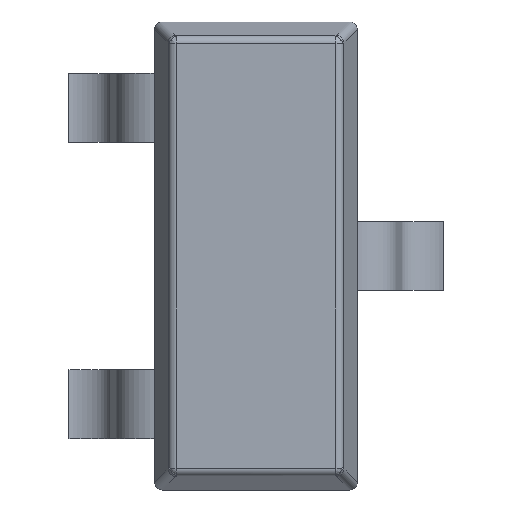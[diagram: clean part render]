
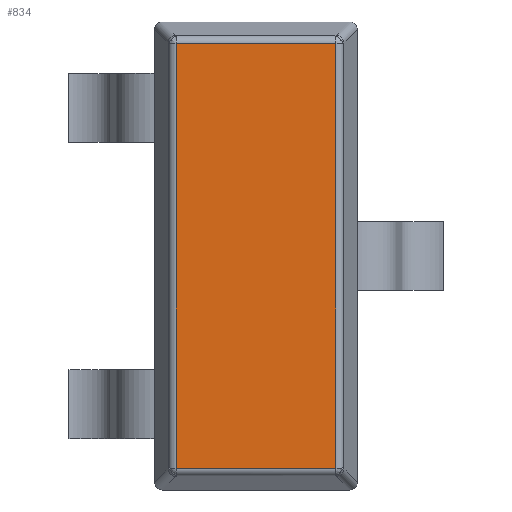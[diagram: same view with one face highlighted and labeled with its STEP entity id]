
A CAD part, top view. The second image highlights one B-rep face of the part: STEP entity #834.
In plain terms, the highlighted face is planar.
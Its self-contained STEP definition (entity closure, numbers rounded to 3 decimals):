
#614 = VERTEX_POINT('',#615);
#615 = CARTESIAN_POINT('',(-0.512,1.,0.138));
#629 = EDGE_CURVE('',#614,#630,#632,.T.);
#630 = VERTEX_POINT('',#631);
#631 = CARTESIAN_POINT('',(0.512,1.,0.138));
#632 = LINE('',#633,#634);
#633 = CARTESIAN_POINT('',(-0.55,1.,0.138));
#634 = VECTOR('',#635,1.);
#635 = DIRECTION('',(1.,0.,0.));
#834 = ADVANCED_FACE('',(#835),#860,.T.);
#835 = FACE_BOUND('',#836,.T.);
#836 = EDGE_LOOP('',(#837,#838,#846,#854));
#837 = ORIENTED_EDGE('',*,*,#629,.F.);
#838 = ORIENTED_EDGE('',*,*,#839,.T.);
#839 = EDGE_CURVE('',#614,#840,#842,.T.);
#840 = VERTEX_POINT('',#841);
#841 = CARTESIAN_POINT('',(-0.512,1.,2.862));
#842 = LINE('',#843,#844);
#843 = CARTESIAN_POINT('',(-0.512,1.,0.1));
#844 = VECTOR('',#845,1.);
#845 = DIRECTION('',(0.,0.,1.));
#846 = ORIENTED_EDGE('',*,*,#847,.T.);
#847 = EDGE_CURVE('',#840,#848,#850,.T.);
#848 = VERTEX_POINT('',#849);
#849 = CARTESIAN_POINT('',(0.512,1.,2.862));
#850 = LINE('',#851,#852);
#851 = CARTESIAN_POINT('',(-0.55,1.,2.862));
#852 = VECTOR('',#853,1.);
#853 = DIRECTION('',(1.,0.,0.));
#854 = ORIENTED_EDGE('',*,*,#855,.F.);
#855 = EDGE_CURVE('',#630,#848,#856,.T.);
#856 = LINE('',#857,#858);
#857 = CARTESIAN_POINT('',(0.512,1.,0.1));
#858 = VECTOR('',#859,1.);
#859 = DIRECTION('',(0.,0.,1.));
#860 = PLANE('',#861);
#861 = AXIS2_PLACEMENT_3D('',#862,#863,#864);
#862 = CARTESIAN_POINT('',(-0.55,1.,0.));
#863 = DIRECTION('',(0.,1.,0.));
#864 = DIRECTION('',(1.,0.,0.));
